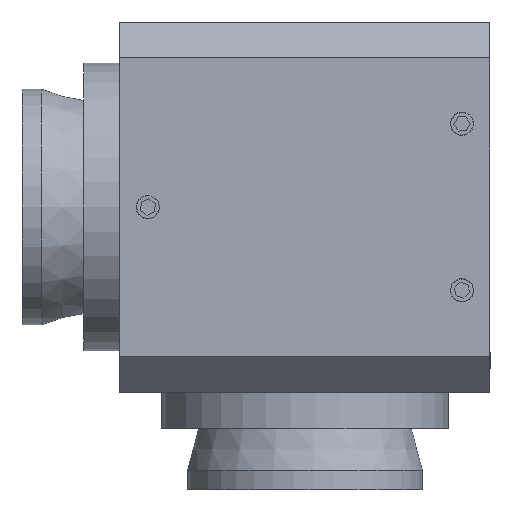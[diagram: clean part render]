
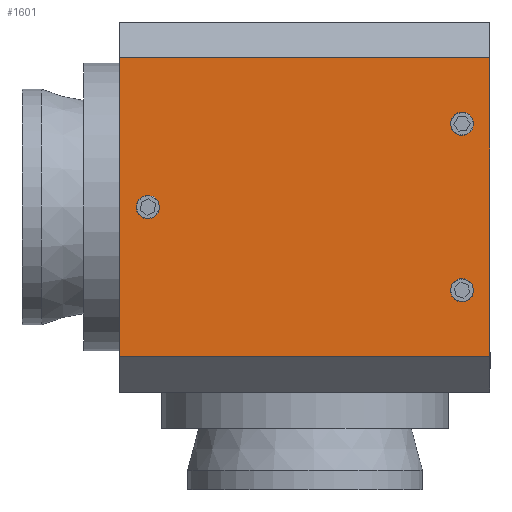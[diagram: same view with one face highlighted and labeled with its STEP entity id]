
A CAD part, left-side view. The second image highlights one B-rep face of the part: STEP entity #1601.
In plain terms, the highlighted planar face has unit normal (-1, 0, 0).
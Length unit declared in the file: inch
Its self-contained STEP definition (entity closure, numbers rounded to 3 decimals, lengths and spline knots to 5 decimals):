
#166=CARTESIAN_POINT('',(-0.75234,-1.32696,0.632));
#167=VERTEX_POINT('',#166);
#168=CARTESIAN_POINT('',(-0.75234,-1.32696,0.567));
#169=DIRECTION('',(1.0,0.0,0.0));
#170=DIRECTION('',(0.0,0.0,1.0));
#171=AXIS2_PLACEMENT_3D('',#168,#169,#170);
#172=CIRCLE('',#171,0.065);
#173=EDGE_CURVE('',#167,#167,#172,.T.);
#249=CARTESIAN_POINT('',(-0.75234,-1.32696,1.558));
#250=VERTEX_POINT('',#249);
#251=CARTESIAN_POINT('',(-0.75234,-1.32696,1.493));
#252=DIRECTION('',(1.0,0.0,0.0));
#253=DIRECTION('',(0.0,0.0,1.0));
#254=AXIS2_PLACEMENT_3D('',#251,#252,#253);
#255=CIRCLE('',#254,0.065);
#256=EDGE_CURVE('',#250,#250,#255,.T.);
#328=CARTESIAN_POINT('',(-0.75234,0.42104,1.095));
#329=VERTEX_POINT('',#328);
#330=CARTESIAN_POINT('',(-0.75234,0.42104,1.03));
#331=DIRECTION('',(1.0,0.0,0.0));
#332=DIRECTION('',(0.0,0.0,1.0));
#333=AXIS2_PLACEMENT_3D('',#330,#331,#332);
#334=CIRCLE('',#333,0.065);
#335=EDGE_CURVE('',#329,#329,#334,.T.);
#1411=CARTESIAN_POINT('',(-0.75234,-1.48296,1.86));
#1412=VERTEX_POINT('',#1411);
#1419=CARTESIAN_POINT('',(-0.75234,-1.48296,0.2));
#1420=VERTEX_POINT('',#1419);
#1421=CARTESIAN_POINT('',(-0.75234,-1.48296,0.2));
#1422=DIRECTION('',(0.0,0.0,1.0));
#1423=VECTOR('',#1422,1.66);
#1424=LINE('',#1421,#1423);
#1425=EDGE_CURVE('',#1420,#1412,#1424,.T.);
#1514=CARTESIAN_POINT('',(-0.75234,0.57704,0.2));
#1515=VERTEX_POINT('',#1514);
#1522=CARTESIAN_POINT('',(-0.75234,0.57704,1.86));
#1523=VERTEX_POINT('',#1522);
#1524=CARTESIAN_POINT('',(-0.75234,0.57704,0.2));
#1525=DIRECTION('',(0.0,0.0,1.0));
#1526=VECTOR('',#1525,1.66);
#1527=LINE('',#1524,#1526);
#1528=EDGE_CURVE('',#1515,#1523,#1527,.T.);
#1565=CARTESIAN_POINT('',(-0.75234,-1.48296,0.2));
#1566=DIRECTION('',(0.0,1.0,0.0));
#1567=VECTOR('',#1566,2.06);
#1568=LINE('',#1565,#1567);
#1569=EDGE_CURVE('',#1420,#1515,#1568,.T.);
#1576=CARTESIAN_POINT('',(-0.75234,-1.48296,0.0));
#1577=DIRECTION('',(-1.0,0.0,0.0));
#1578=DIRECTION('',(0.0,0.0,1.0));
#1579=AXIS2_PLACEMENT_3D('',#1576,#1577,#1578);
#1580=PLANE('',#1579);
#1581=ORIENTED_EDGE('',*,*,#1569,.F.);
#1582=ORIENTED_EDGE('',*,*,#1425,.T.);
#1583=CARTESIAN_POINT('',(-0.75234,0.57704,1.86));
#1584=DIRECTION('',(0.0,-1.0,0.0));
#1585=VECTOR('',#1584,2.06);
#1586=LINE('',#1583,#1585);
#1587=EDGE_CURVE('',#1523,#1412,#1586,.T.);
#1588=ORIENTED_EDGE('',*,*,#1587,.F.);
#1589=ORIENTED_EDGE('',*,*,#1528,.F.);
#1590=EDGE_LOOP('',(#1581,#1582,#1588,#1589));
#1591=FACE_OUTER_BOUND('',#1590,.T.);
#1592=ORIENTED_EDGE('',*,*,#173,.T.);
#1593=EDGE_LOOP('',(#1592));
#1594=FACE_BOUND('',#1593,.T.);
#1595=ORIENTED_EDGE('',*,*,#256,.T.);
#1596=EDGE_LOOP('',(#1595));
#1597=FACE_BOUND('',#1596,.T.);
#1598=ORIENTED_EDGE('',*,*,#335,.T.);
#1599=EDGE_LOOP('',(#1598));
#1600=FACE_BOUND('',#1599,.T.);
#1601=ADVANCED_FACE('',(#1591,#1594,#1597,#1600),#1580,.T.);
